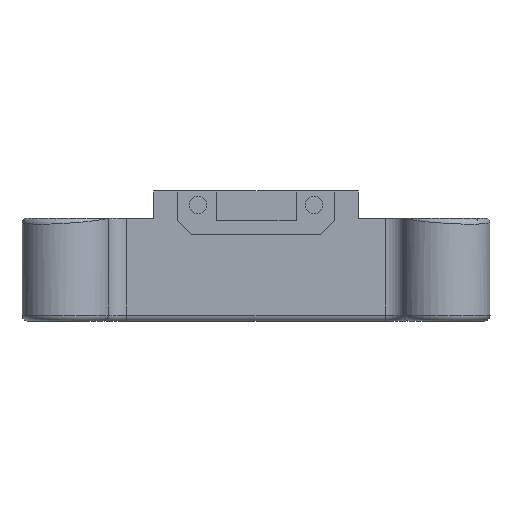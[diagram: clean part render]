
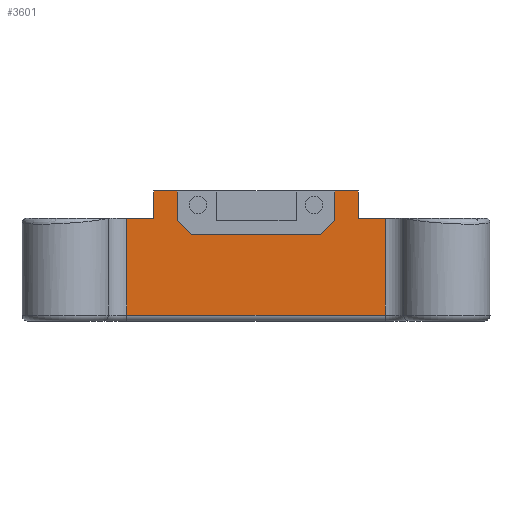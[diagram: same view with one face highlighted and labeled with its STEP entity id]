
A CAD part, left-side view. The second image highlights one B-rep face of the part: STEP entity #3601.
In plain terms, the highlighted planar face has unit normal (-1, 0, 0).
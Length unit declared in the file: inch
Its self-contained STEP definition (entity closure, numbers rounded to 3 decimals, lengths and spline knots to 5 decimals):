
#168=PLANE('',#3909);
#335=FACE_OUTER_BOUND('',#553,.T.);
#553=EDGE_LOOP('',(#3069,#3070,#3071,#3072,#3073,#3074,#3075,#3076,#3077,
#3078,#3079,#3080,#3081,#3082));
#716=LINE('',#5354,#1064);
#720=LINE('',#5363,#1068);
#732=LINE('',#5385,#1080);
#736=LINE('',#5392,#1084);
#741=LINE('',#5402,#1089);
#742=LINE('',#5404,#1090);
#743=LINE('',#5406,#1091);
#755=LINE('',#5434,#1103);
#761=LINE('',#5445,#1109);
#848=LINE('',#5968,#1196);
#884=LINE('',#6099,#1232);
#896=LINE('',#6125,#1244);
#897=LINE('',#6129,#1245);
#898=LINE('',#6130,#1246);
#1064=VECTOR('',#4282,0.3937);
#1068=VECTOR('',#4288,0.3937);
#1080=VECTOR('',#4304,0.3937);
#1084=VECTOR('',#4310,0.3937);
#1089=VECTOR('',#4323,0.3937);
#1090=VECTOR('',#4326,0.3937);
#1091=VECTOR('',#4329,0.3937);
#1103=VECTOR('',#4353,0.3937);
#1109=VECTOR('',#4361,0.3937);
#1196=VECTOR('',#4582,0.3937);
#1232=VECTOR('',#4742,0.3937);
#1244=VECTOR('',#4768,0.3937);
#1245=VECTOR('',#4773,0.3937);
#1246=VECTOR('',#4774,0.1);
#1592=VERTEX_POINT('',#5351);
#1593=VERTEX_POINT('',#5353);
#1596=VERTEX_POINT('',#5360);
#1597=VERTEX_POINT('',#5362);
#1605=VERTEX_POINT('',#5384);
#1606=VERTEX_POINT('',#5389);
#1607=VERTEX_POINT('',#5391);
#1608=VERTEX_POINT('',#5400);
#1618=VERTEX_POINT('',#5433);
#1622=VERTEX_POINT('',#5443);
#1702=VERTEX_POINT('',#5965);
#1703=VERTEX_POINT('',#5967);
#1743=VERTEX_POINT('',#6124);
#1744=VERTEX_POINT('',#6128);
#1962=EDGE_CURVE('',#1593,#1592,#716,.T.);
#1966=EDGE_CURVE('',#1597,#1596,#720,.T.);
#1978=EDGE_CURVE('',#1597,#1605,#732,.T.);
#1982=EDGE_CURVE('',#1606,#1607,#736,.T.);
#1987=EDGE_CURVE('',#1608,#1607,#741,.T.);
#1988=EDGE_CURVE('',#1596,#1593,#742,.T.);
#1989=EDGE_CURVE('',#1608,#1592,#743,.T.);
#2001=EDGE_CURVE('',#1618,#1605,#755,.T.);
#2007=EDGE_CURVE('',#1622,#1606,#761,.T.);
#2138=EDGE_CURVE('',#1703,#1702,#848,.T.);
#2204=EDGE_CURVE('',#1702,#1618,#884,.T.);
#2217=EDGE_CURVE('',#1703,#1743,#896,.T.);
#2219=EDGE_CURVE('',#1622,#1744,#897,.T.);
#2220=EDGE_CURVE('',#1743,#1744,#898,.T.);
#3069=ORIENTED_EDGE('',*,*,#2219,.T.);
#3070=ORIENTED_EDGE('',*,*,#2220,.F.);
#3071=ORIENTED_EDGE('',*,*,#2217,.F.);
#3072=ORIENTED_EDGE('',*,*,#2138,.T.);
#3073=ORIENTED_EDGE('',*,*,#2204,.T.);
#3074=ORIENTED_EDGE('',*,*,#2001,.T.);
#3075=ORIENTED_EDGE('',*,*,#1978,.F.);
#3076=ORIENTED_EDGE('',*,*,#1966,.T.);
#3077=ORIENTED_EDGE('',*,*,#1988,.T.);
#3078=ORIENTED_EDGE('',*,*,#1962,.T.);
#3079=ORIENTED_EDGE('',*,*,#1989,.F.);
#3080=ORIENTED_EDGE('',*,*,#1987,.T.);
#3081=ORIENTED_EDGE('',*,*,#1982,.F.);
#3082=ORIENTED_EDGE('',*,*,#2007,.F.);
#3601=ADVANCED_FACE('',(#335),#168,.T.);
#3909=AXIS2_PLACEMENT_3D('',#6127,#4771,#4772);
#4282=DIRECTION('',(0.,1.,0.));
#4288=DIRECTION('',(0.,0.,-1.));
#4304=DIRECTION('',(0.,-1.,0.));
#4310=DIRECTION('',(0.,-1.,0.));
#4323=DIRECTION('',(0.,0.,1.));
#4326=DIRECTION('',(0.,0.717,-0.697));
#4329=DIRECTION('',(0.,-0.717,-0.697));
#4353=DIRECTION('',(0.,0.,1.));
#4361=DIRECTION('',(0.,0.,1.));
#4582=DIRECTION('',(0.,0.,1.));
#4742=DIRECTION('',(0.,1.,0.));
#4768=DIRECTION('',(0.,1.,0.));
#4771=DIRECTION('center_axis',(-1.,0.,0.));
#4772=DIRECTION('ref_axis',(0.,1.,0.));
#4773=DIRECTION('',(0.,1.,0.));
#4774=DIRECTION('',(0.,0.,1.));
#5351=CARTESIAN_POINT('',(-1.045,-0.9517,-1.75866));
#5353=CARTESIAN_POINT('',(-1.045,-1.6083,-1.75866));
#5354=CARTESIAN_POINT('',(-1.045,-1.8025,-1.75866));
#5360=CARTESIAN_POINT('',(-1.045,-1.68,-1.68895));
#5362=CARTESIAN_POINT('',(-1.045,-1.68,-1.53904));
#5363=CARTESIAN_POINT('',(-1.045,-1.68,-1.68202));
#5384=CARTESIAN_POINT('',(-1.045,-1.79782,-1.53904));
#5385=CARTESIAN_POINT('',(-1.045,-0.76218,-1.53904));
#5389=CARTESIAN_POINT('',(-1.045,-0.76218,-1.53904));
#5391=CARTESIAN_POINT('',(-1.045,-0.88,-1.53904));
#5392=CARTESIAN_POINT('',(-1.045,-0.76218,-1.53904));
#5400=CARTESIAN_POINT('',(-1.045,-0.88,-1.68895));
#5402=CARTESIAN_POINT('',(-1.045,-0.88,-1.68202));
#5404=CARTESIAN_POINT('',(-1.045,-1.68,-1.68895));
#5406=CARTESIAN_POINT('',(-1.045,-0.88,-1.68895));
#5433=CARTESIAN_POINT('',(-1.045,-1.79782,-1.67704));
#5434=CARTESIAN_POINT('',(-1.045,-1.79782,-1.825));
#5443=CARTESIAN_POINT('',(-1.045,-0.76218,-1.67704));
#5445=CARTESIAN_POINT('',(-1.045,-0.76218,-1.67704));
#5965=CARTESIAN_POINT('',(-1.045,-1.93557,-1.67704));
#5967=CARTESIAN_POINT('',(-1.045,-1.93557,-2.16775));
#5968=CARTESIAN_POINT('',(-1.045,-1.93557,-2.19775));
#6099=CARTESIAN_POINT('',(-1.045,-1.88363,-1.67704));
#6124=CARTESIAN_POINT('',(-1.045,-0.62443,-2.16775));
#6125=CARTESIAN_POINT('',(-1.045,-1.77,-2.16775));
#6127=CARTESIAN_POINT('Origin',(-1.045,-2.2925,-1.825));
#6128=CARTESIAN_POINT('',(-1.045,-0.62443,-1.67704));
#6129=CARTESIAN_POINT('',(-1.045,-0.93597,-1.67704));
#6130=CARTESIAN_POINT('',(-1.045,-0.62443,-2.19775));
